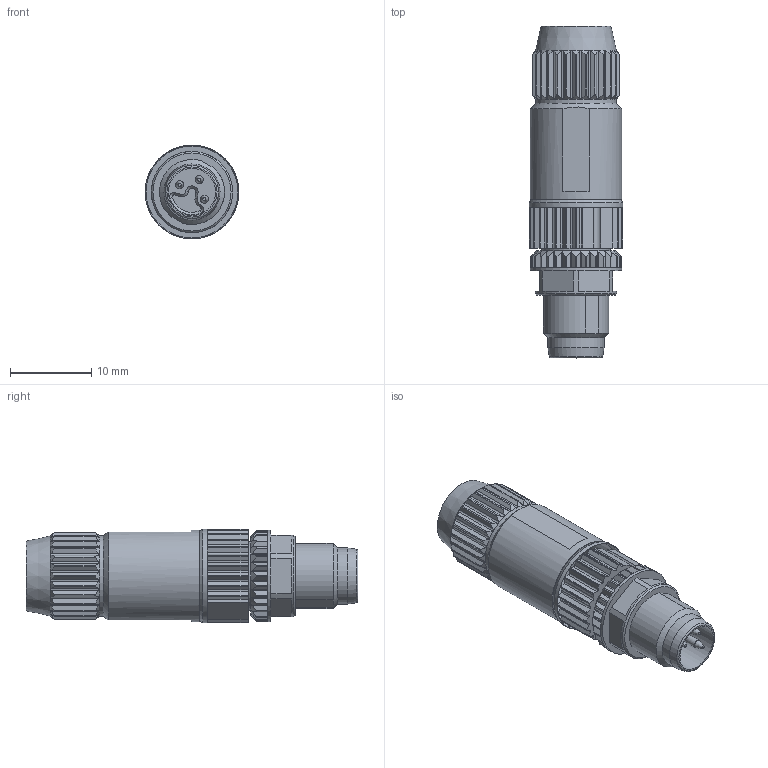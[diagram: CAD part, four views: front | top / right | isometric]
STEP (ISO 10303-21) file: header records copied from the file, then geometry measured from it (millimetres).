
FILE_DESCRIPTION((''),'2;1');
FILE_NAME('7000-08331.stp','2011-07-29T15:13:04',('richterh'),(''),'Autodesk Inventor 2011','Autodesk Inventor 2011','');
FILE_SCHEMA(('AUTOMOTIVE_DESIGN { 1 0 10303 214 1 1 1 1 }'));
Length unit declared in the file: millimetre
Products named in the file (1): 7000-08331
Bounding box: 11.5 x 40.8 x 11.5 mm (x, y, z)
Volume: 2942.4 mm3; surface area: 2008.6 mm2
Topology: 1 solids, 1 shells, 428 faces, 1203 edges, 770 vertices
Faces by surface type: cylinder 208, plane 200, cone 18, torus 2
Full cylindrical faces by diameter (mm): 1 x3, 5.2 x1, 5.8 x1, 6.9 x1, 8.4 x1, 9.9 x1, 10 x1, 11.269 x1, 11.3 x1, 11.5 x1
Entity records: 15596 total; most frequent: CARTESIAN_POINT 5193, ORIENTED_EDGE 2346, DIRECTION 1961, EDGE_CURVE 1173, VERTEX_POINT 766, AXIS2_PLACEMENT_3D 701, VECTOR 559, LINE 559
